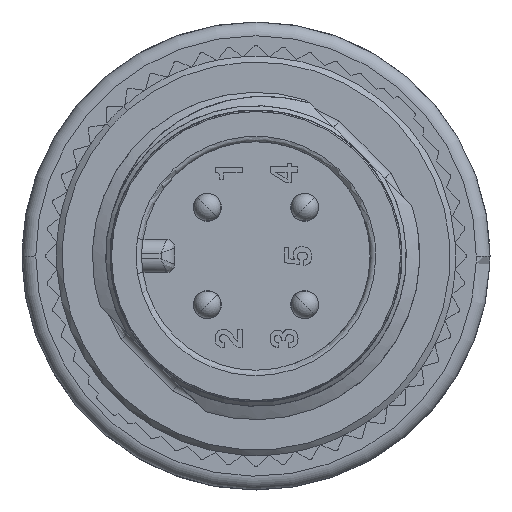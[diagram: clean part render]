
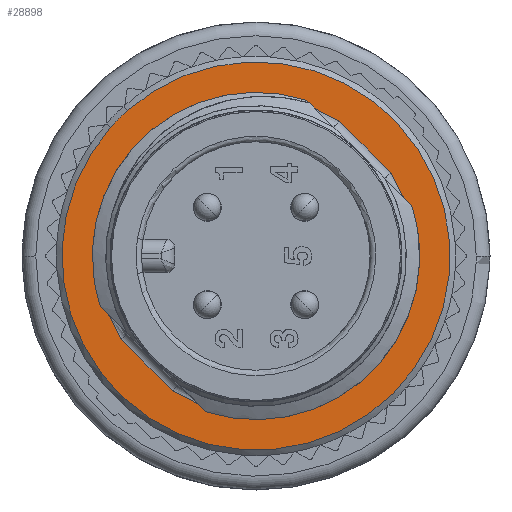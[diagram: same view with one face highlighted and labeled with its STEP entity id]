
A CAD part, left-side view. The second image highlights one B-rep face of the part: STEP entity #28898.
In plain terms, the highlighted planar face has unit normal (-1, 0, 0).
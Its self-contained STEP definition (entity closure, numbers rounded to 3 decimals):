
#1633=DIRECTION('',(0.,0.707,0.707));
#1634=VECTOR('',#1633,2.684);
#1635=CARTESIAN_POINT('',(7.97,3.011,-4.909));
#1636=LINE('',#1635,#1634);
#1637=CARTESIAN_POINT('',(7.97,4.909,-3.011));
#1650=CARTESIAN_POINT('',(7.97,0.,0.));
#1651=DIRECTION('',(1.,0.,0.));
#1652=DIRECTION('',(0.,0.661,0.75));
#1653=AXIS2_PLACEMENT_3D('',#1650,#1651,#1652);
#1655=CARTESIAN_POINT('',(7.97,0.,0.));
#1656=DIRECTION('',(1.,0.,0.));
#1657=DIRECTION('',(0.,-0.707,-0.707));
#1658=AXIS2_PLACEMENT_3D('',#1655,#1656,#1657);
#1660=CARTESIAN_POINT('',(7.97,0.,0.));
#1661=DIRECTION('',(1.,0.,0.));
#1662=DIRECTION('',(0.,0.75,0.661));
#1663=AXIS2_PLACEMENT_3D('',#1660,#1661,#1662);
#1665=CARTESIAN_POINT('',(7.97,0.,0.));
#1666=DIRECTION('',(1.,0.,0.));
#1667=DIRECTION('',(0.,0.707,0.707));
#1668=AXIS2_PLACEMENT_3D('',#1665,#1666,#1667);
#1670=CARTESIAN_POINT('',(7.97,0.,0.));
#1671=DIRECTION('',(-1.,0.,0.));
#1672=DIRECTION('',(0.,-0.523,0.852));
#1673=AXIS2_PLACEMENT_3D('',#1670,#1671,#1672);
#1675=CARTESIAN_POINT('',(7.97,0.,0.));
#1676=DIRECTION('',(-1.,0.,0.));
#1677=DIRECTION('',(0.,0.708,0.706));
#1678=AXIS2_PLACEMENT_3D('',#1675,#1676,#1677);
#1680=CARTESIAN_POINT('',(7.97,0.,0.));
#1681=DIRECTION('',(-1.,0.,0.));
#1682=DIRECTION('',(0.,0.523,-0.852));
#1683=AXIS2_PLACEMENT_3D('',#1680,#1681,#1682);
#1685=CARTESIAN_POINT('',(7.97,0.,0.));
#1686=DIRECTION('',(-1.,0.,0.));
#1687=DIRECTION('',(0.,-0.708,-0.706));
#1688=AXIS2_PLACEMENT_3D('',#1685,#1686,#1687);
#18270=DIRECTION('',(0.,-0.707,-0.707));
#18271=VECTOR('',#18270,2.684);
#18272=CARTESIAN_POINT('',(7.97,-3.011,4.909));
#18273=LINE('',#18272,#18271);
#20509=VERTEX_POINT('',#1637);
#20510=CARTESIAN_POINT('',(7.97,4.078,4.065));
#20511=VERTEX_POINT('',#20510);
#20512=CARTESIAN_POINT('',(7.97,-3.011,4.909));
#20513=VERTEX_POINT('',#20512);
#20514=CARTESIAN_POINT('',(7.97,3.011,-4.909));
#20515=VERTEX_POINT('',#20514);
#20516=CARTESIAN_POINT('',(7.97,-4.985,-4.985));
#20517=CARTESIAN_POINT('',(7.97,5.289,4.662));
#20518=VERTEX_POINT('',#20516);
#20519=VERTEX_POINT('',#20517);
#20520=CARTESIAN_POINT('',(7.97,4.662,5.289));
#20521=VERTEX_POINT('',#20520);
#20522=CARTESIAN_POINT('',(7.97,4.985,4.985));
#20523=VERTEX_POINT('',#20522);
#20524=CARTESIAN_POINT('',(7.97,-4.078,-4.065));
#20525=CARTESIAN_POINT('',(7.97,-4.909,3.011));
#20526=VERTEX_POINT('',#20524);
#20527=VERTEX_POINT('',#20525);
#28872=CARTESIAN_POINT('',(7.97,9.589,0.));
#28873=DIRECTION('',(-1.,0.,0.));
#28874=DIRECTION('',(0.,-0.707,0.707));
#28875=AXIS2_PLACEMENT_3D('',#28872,#28873,#28874);
#28876=PLANE('',#28875);
#28878=ORIENTED_EDGE('',*,*,#28877,.T.);
#28880=ORIENTED_EDGE('',*,*,#28879,.T.);
#28882=ORIENTED_EDGE('',*,*,#28881,.T.);
#28884=ORIENTED_EDGE('',*,*,#28883,.T.);
#28885=EDGE_LOOP('',(#28878,#28880,#28882,#28884));
#28886=FACE_OUTER_BOUND('',#28885,.F.);
#28887=ORIENTED_EDGE('',*,*,#28837,.T.);
#28888=ORIENTED_EDGE('',*,*,#28835,.T.);
#28889=ORIENTED_EDGE('',*,*,#28856,.F.);
#28891=ORIENTED_EDGE('',*,*,#28890,.T.);
#28893=ORIENTED_EDGE('',*,*,#28892,.T.);
#28895=ORIENTED_EDGE('',*,*,#28894,.F.);
#28896=EDGE_LOOP('',(#28887,#28888,#28889,#28891,#28893,#28895));
#28897=FACE_BOUND('',#28896,.F.);
#28898=ADVANCED_FACE('',(#28886,#28897),#28876,.T.);
#1654=CIRCLE('',#1653,7.05);
#1659=CIRCLE('',#1658,7.05);
#1664=CIRCLE('',#1663,7.05);
#1669=CIRCLE('',#1668,7.05);
#1674=CIRCLE('',#1673,5.759);
#1679=CIRCLE('',#1678,5.759);
#1684=CIRCLE('',#1683,5.759);
#1689=CIRCLE('',#1688,5.759);
#28835=EDGE_CURVE('',#20511,#20509,#1679,.T.);
#28837=EDGE_CURVE('',#20513,#20511,#1674,.T.);
#28856=EDGE_CURVE('',#20515,#20509,#1636,.T.);
#28877=EDGE_CURVE('',#20521,#20518,#1654,.T.);
#28879=EDGE_CURVE('',#20518,#20519,#1659,.T.);
#28881=EDGE_CURVE('',#20519,#20523,#1664,.T.);
#28883=EDGE_CURVE('',#20523,#20521,#1669,.T.);
#28890=EDGE_CURVE('',#20515,#20526,#1684,.T.);
#28892=EDGE_CURVE('',#20526,#20527,#1689,.T.);
#28894=EDGE_CURVE('',#20513,#20527,#18273,.T.);
